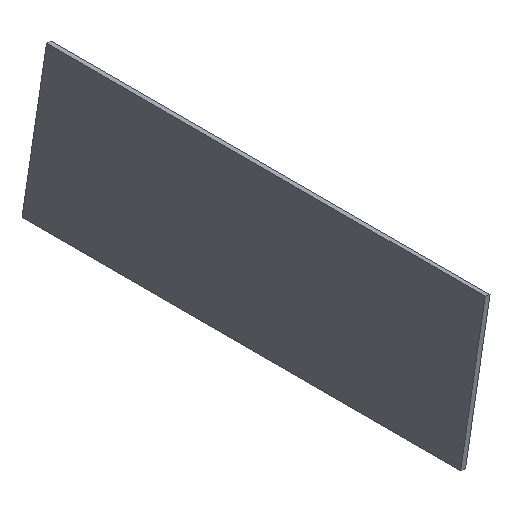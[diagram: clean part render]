
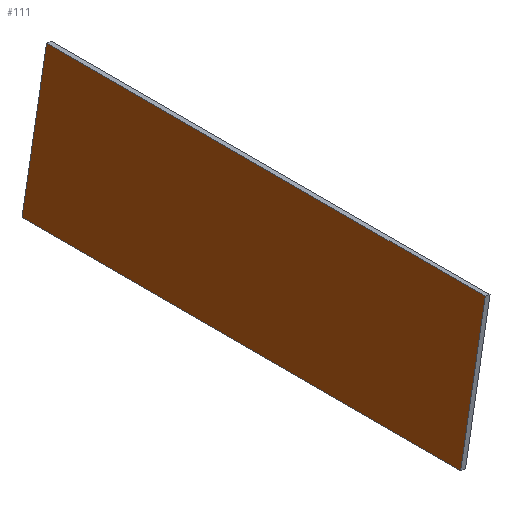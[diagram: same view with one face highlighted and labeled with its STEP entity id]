
A CAD part, isometric view. The second image highlights one B-rep face of the part: STEP entity #111.
In plain terms, the highlighted planar face has unit normal (-0.985, 0, 0.174).
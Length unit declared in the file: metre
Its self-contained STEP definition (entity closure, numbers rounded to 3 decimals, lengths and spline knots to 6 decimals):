
#40=ORIENTED_EDGE('',*,*,#44,.F.);
#41=ORIENTED_EDGE('',*,*,#48,.T.);
#42=ORIENTED_EDGE('',*,*,#51,.T.);
#43=ORIENTED_EDGE('',*,*,#54,.T.);
#44=EDGE_CURVE('',#56,#57,#64,.T.);
#48=EDGE_CURVE('',#56,#60,#68,.T.);
#51=EDGE_CURVE('',#60,#62,#71,.T.);
#54=EDGE_CURVE('',#62,#57,#74,.T.);
#56=VERTEX_POINT('',#162);
#57=VERTEX_POINT('',#163);
#60=VERTEX_POINT('',#171);
#62=VERTEX_POINT('',#177);
#64=LINE('',#161,#76);
#68=LINE('',#170,#80);
#71=LINE('',#176,#83);
#74=LINE('',#182,#86);
#76=VECTOR('',#137,1.);
#80=VECTOR('',#143,1.);
#83=VECTOR('',#148,1.);
#86=VECTOR('',#153,1.);
#93=EDGE_LOOP('',(#40,#41,#42,#43));
#99=FACE_BOUND('',#93,.T.);
#105=PLANE('',#132);
#111=ADVANCED_FACE('',(#99),#105,.F.);
#132=AXIS2_PLACEMENT_3D('',#185,#157,#158);
#137=DIRECTION('',(0.,1.,0.));
#143=DIRECTION('',(0.174,0.,0.985));
#148=DIRECTION('',(0.,1.,0.));
#153=DIRECTION('',(-0.174,0.,-0.985));
#157=DIRECTION('',(0.985,0.,-0.174));
#158=DIRECTION('',(0.,-1.,0.));
#161=CARTESIAN_POINT('',(-0.152,0.,0.));
#162=CARTESIAN_POINT('',(-0.152,-0.1335,0.));
#163=CARTESIAN_POINT('',(-0.152,0.1335,0.));
#170=CARTESIAN_POINT('',(-0.14455,-0.1335,0.042254));
#171=CARTESIAN_POINT('',(-0.137099,-0.1335,0.084508));
#176=CARTESIAN_POINT('',(-0.137099,0.,0.084508));
#177=CARTESIAN_POINT('',(-0.137099,0.1335,0.084508));
#182=CARTESIAN_POINT('',(-0.14455,0.1335,0.042254));
#185=CARTESIAN_POINT('',(-0.144506,0.,0.0425));
